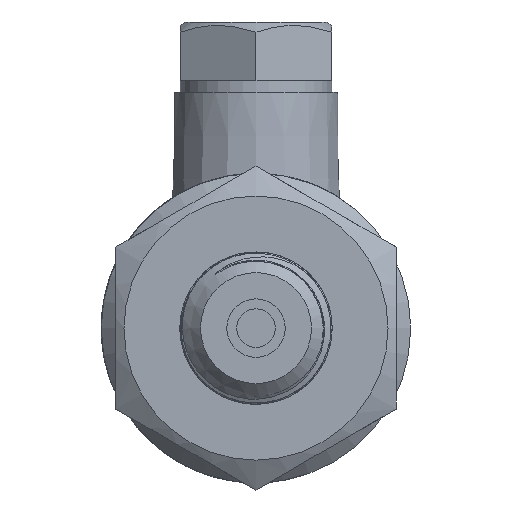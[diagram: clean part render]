
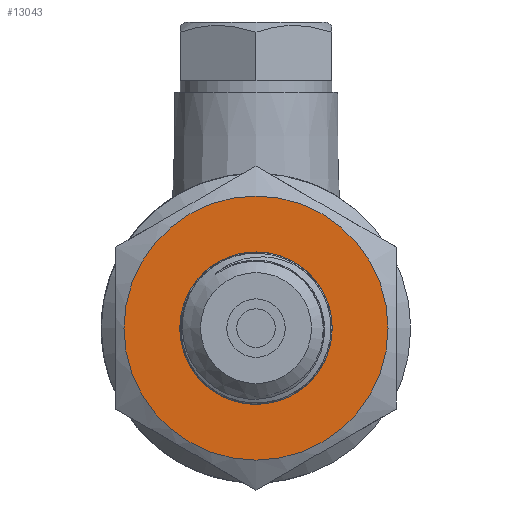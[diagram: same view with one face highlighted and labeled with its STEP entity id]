
A CAD part, left-side view. The second image highlights one B-rep face of the part: STEP entity #13043.
In plain terms, the highlighted planar face has unit normal (-1, 0, 0).
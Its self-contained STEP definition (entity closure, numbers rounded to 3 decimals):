
#1159=FACE_BOUND('',#3929,.T.);
#3155=FACE_OUTER_BOUND('',#3928,.T.);
#3928=EDGE_LOOP('',(#8824));
#3929=EDGE_LOOP('',(#8825));
#4749=CIRCLE('',#13885,11.3);
#4750=CIRCLE('',#13886,6.5);
#5290=VERTEX_POINT('',#18764);
#5291=VERTEX_POINT('',#18766);
#6700=EDGE_CURVE('',#5290,#5290,#4749,.T.);
#6701=EDGE_CURVE('',#5291,#5291,#4750,.T.);
#8824=ORIENTED_EDGE('',*,*,#6700,.T.);
#8825=ORIENTED_EDGE('',*,*,#6701,.T.);
#12873=PLANE('',#13884);
#13043=ADVANCED_FACE('',(#3155,#1159),#12873,.T.);
#13884=AXIS2_PLACEMENT_3D('',#18763,#14921,#14922);
#13885=AXIS2_PLACEMENT_3D('',#18765,#14923,#14924);
#13886=AXIS2_PLACEMENT_3D('',#18767,#14925,#14926);
#14921=DIRECTION('center_axis',(-1.,0.,0.));
#14922=DIRECTION('ref_axis',(0.,0.,1.));
#14923=DIRECTION('center_axis',(-1.,0.,0.));
#14924=DIRECTION('ref_axis',(0.,1.,0.));
#14925=DIRECTION('center_axis',(1.,0.,0.));
#14926=DIRECTION('ref_axis',(0.,0.,-1.));
#18763=CARTESIAN_POINT('Origin',(15.,12.,0.));
#18764=CARTESIAN_POINT('',(15.,-11.3,0.));
#18765=CARTESIAN_POINT('Origin',(15.,0.,0.));
#18766=CARTESIAN_POINT('',(15.,0.,6.5));
#18767=CARTESIAN_POINT('Origin',(15.,0.,0.));
